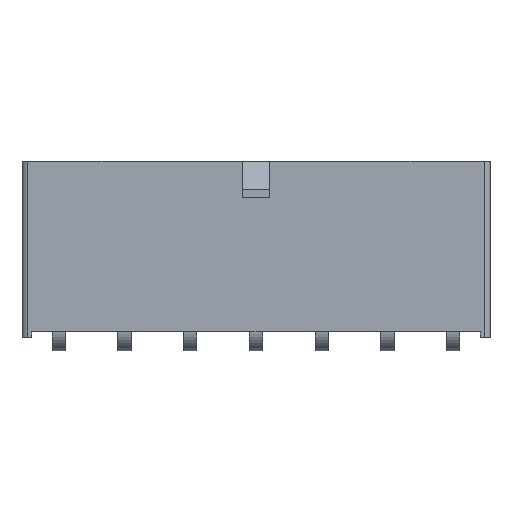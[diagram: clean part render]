
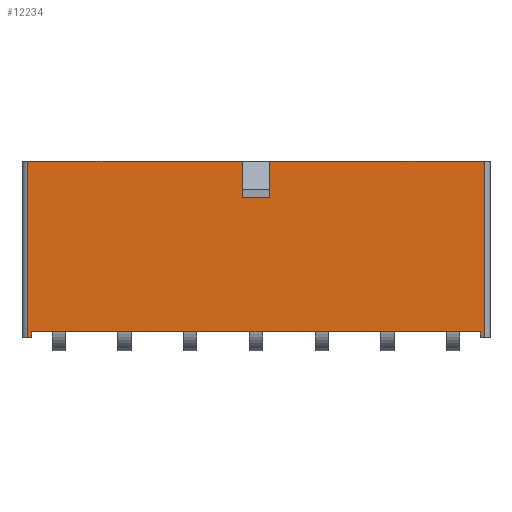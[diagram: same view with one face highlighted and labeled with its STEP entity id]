
A CAD part, top view. The second image highlights one B-rep face of the part: STEP entity #12234.
In plain terms, the highlighted planar face has unit normal (0, 0, 1).
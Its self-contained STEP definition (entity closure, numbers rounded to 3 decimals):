
#654=ORIENTED_EDGE('',*,*,#2904,.F.);
#655=ORIENTED_EDGE('',*,*,#3046,.T.);
#656=ORIENTED_EDGE('',*,*,#3047,.T.);
#657=ORIENTED_EDGE('',*,*,#3048,.T.);
#658=ORIENTED_EDGE('',*,*,#2965,.F.);
#659=ORIENTED_EDGE('',*,*,#3049,.F.);
#660=ORIENTED_EDGE('',*,*,#3050,.F.);
#661=ORIENTED_EDGE('',*,*,#3051,.T.);
#662=ORIENTED_EDGE('',*,*,#2963,.F.);
#663=ORIENTED_EDGE('',*,*,#3052,.F.);
#664=ORIENTED_EDGE('',*,*,#3053,.T.);
#665=ORIENTED_EDGE('',*,*,#3054,.F.);
#2904=EDGE_CURVE('',#4137,#4138,#4911,.T.);
#2963=EDGE_CURVE('',#4179,#4180,#4962,.T.);
#2965=EDGE_CURVE('',#4181,#4182,#4964,.T.);
#3046=EDGE_CURVE('',#4137,#4237,#5039,.T.);
#3047=EDGE_CURVE('',#4237,#4238,#5040,.T.);
#3048=EDGE_CURVE('',#4238,#4182,#5041,.T.);
#3049=EDGE_CURVE('',#4239,#4181,#5042,.T.);
#3050=EDGE_CURVE('',#4240,#4239,#5043,.T.);
#3051=EDGE_CURVE('',#4240,#4180,#5044,.T.);
#3052=EDGE_CURVE('',#4241,#4179,#5045,.T.);
#3053=EDGE_CURVE('',#4241,#4242,#5046,.T.);
#3054=EDGE_CURVE('',#4138,#4242,#5047,.T.);
#4137=VERTEX_POINT('',#16148);
#4138=VERTEX_POINT('',#16150);
#4179=VERTEX_POINT('',#16261);
#4180=VERTEX_POINT('',#16263);
#4181=VERTEX_POINT('',#16265);
#4182=VERTEX_POINT('',#16267);
#4237=VERTEX_POINT('',#16426);
#4238=VERTEX_POINT('',#16430);
#4239=VERTEX_POINT('',#16433);
#4240=VERTEX_POINT('',#16435);
#4241=VERTEX_POINT('',#16438);
#4242=VERTEX_POINT('',#16440);
#4911=LINE('',#16149,#6073);
#4962=LINE('',#16262,#6124);
#4964=LINE('',#16266,#6126);
#5039=LINE('',#16427,#6201);
#5040=LINE('',#16429,#6202);
#5041=LINE('',#16431,#6203);
#5042=LINE('',#16432,#6204);
#5043=LINE('',#16434,#6205);
#5044=LINE('',#16436,#6206);
#5045=LINE('',#16437,#6207);
#5046=LINE('',#16439,#6208);
#5047=LINE('',#16441,#6209);
#6073=VECTOR('',#13601,1000.);
#6124=VECTOR('',#13692,1000.);
#6126=VECTOR('',#13694,1000.);
#6201=VECTOR('',#13829,1000.);
#6202=VECTOR('',#13832,1000.);
#6203=VECTOR('',#13833,1000.);
#6204=VECTOR('',#13834,1000.);
#6205=VECTOR('',#13835,1000.);
#6206=VECTOR('',#13836,1000.);
#6207=VECTOR('',#13837,1000.);
#6208=VECTOR('',#13838,1000.);
#6209=VECTOR('',#13839,1000.);
#7106=EDGE_LOOP('',(#654,#655,#656,#657,#658,#659,#660,#661,#662,#663,#664,
#665));
#7654=FACE_BOUND('',#7106,.T.);
#8167=PLANE('',#12793);
#12234=ADVANCED_FACE('',(#7654),#8167,.F.);
#12793=AXIS2_PLACEMENT_3D('',#16428,#13830,#13831);
#13601=DIRECTION('',(1.,0.,0.));
#13692=DIRECTION('',(-1.,0.,0.));
#13694=DIRECTION('',(-1.,0.,0.));
#13829=DIRECTION('',(0.,1.,0.));
#13830=DIRECTION('',(0.,0.,-1.));
#13831=DIRECTION('',(-1.,0.,0.));
#13832=DIRECTION('',(-1.,0.,0.));
#13833=DIRECTION('',(0.,-1.,0.));
#13834=DIRECTION('',(0.,-1.,0.));
#13835=DIRECTION('',(-1.,0.,0.));
#13836=DIRECTION('',(0.,-1.,0.));
#13837=DIRECTION('',(0.,-1.,0.));
#13838=DIRECTION('',(-1.,0.,0.));
#13839=DIRECTION('',(0.,1.,0.));
#16148=CARTESIAN_POINT('',(-19.425,7.15,3.4));
#16149=CARTESIAN_POINT('',(-19.425,7.15,3.4));
#16150=CARTESIAN_POINT('',(19.425,7.15,3.4));
#16261=CARTESIAN_POINT('',(19.775,-7.65,3.4));
#16262=CARTESIAN_POINT('',(20.275,-7.65,3.4));
#16263=CARTESIAN_POINT('',(1.175,-7.65,3.4));
#16265=CARTESIAN_POINT('',(-1.175,-7.65,3.4));
#16266=CARTESIAN_POINT('',(20.275,-7.65,3.4));
#16267=CARTESIAN_POINT('',(-19.775,-7.65,3.4));
#16426=CARTESIAN_POINT('',(-19.425,7.65,3.4));
#16427=CARTESIAN_POINT('',(-19.425,7.15,3.4));
#16428=CARTESIAN_POINT('',(20.275,7.65,3.4));
#16429=CARTESIAN_POINT('',(20.275,7.65,3.4));
#16430=CARTESIAN_POINT('',(-19.775,7.65,3.4));
#16431=CARTESIAN_POINT('',(-19.775,7.65,3.4));
#16432=CARTESIAN_POINT('',(-1.175,-4.65,3.4));
#16433=CARTESIAN_POINT('',(-1.175,-4.65,3.4));
#16434=CARTESIAN_POINT('',(1.175,-4.65,3.4));
#16435=CARTESIAN_POINT('',(1.175,-4.65,3.4));
#16436=CARTESIAN_POINT('',(1.175,-4.65,3.4));
#16437=CARTESIAN_POINT('',(19.775,7.65,3.4));
#16438=CARTESIAN_POINT('',(19.775,7.65,3.4));
#16439=CARTESIAN_POINT('',(20.275,7.65,3.4));
#16440=CARTESIAN_POINT('',(19.425,7.65,3.4));
#16441=CARTESIAN_POINT('',(19.425,7.15,3.4));
